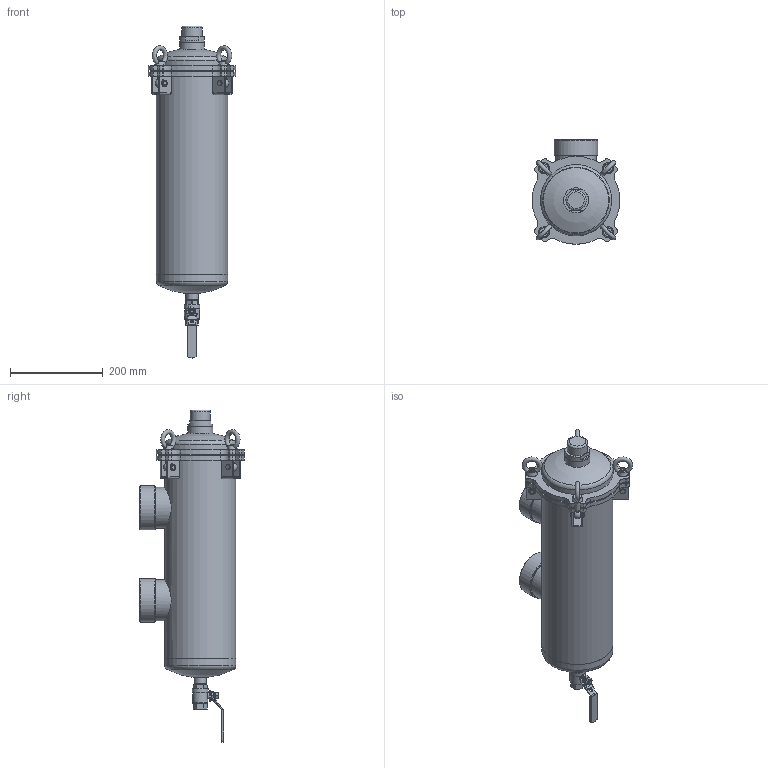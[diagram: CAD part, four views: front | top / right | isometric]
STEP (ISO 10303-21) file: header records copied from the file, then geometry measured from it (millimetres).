
FILE_DESCRIPTION(/* description */ ('Unknown'),/* implementation_level */ '2;1');
FILE_NAME(/* name */ 'RD3DN080 STP',/* time_stamp */ '2021-04-09T10:06:38+02:00',/* author */ ('Unknown'),/* organization */ ('Unknown'),/* preprocessor_version */ 'ST-DEVELOPER v16.7',/* originating_system */ 'Solid Edge',/* authorisation */ 'Unknown');
FILE_SCHEMA (('AUTOMOTIVE_DESIGN {1 0 10303 214 3 1 1}'));
Length unit declared in the file: millimetre
Products named in the file (22): RD3DN080 STP; 13-001-1; 13-004-1; MUFNA G 3_0 HALF; 1-001-1; O KROUZEK NBR 70 ShA 158,12x6,99; 1-002-1; 1-011-1; 1-016-1; O KROUZEK 38X4 NBR 70 Sha; 1-020-1; 1-018-1; 1-012-1; 1-027-1; 1-021-1; KROUZEK POJISTNY  A9 DIN471; ŠROUB S OKEM M10 DIN 444B A2; MATICE M10 S OKEM DIN 582 A2 ; MUFNA G 1_2 HALF; BALL VALVE 1_2  MF; BALL VALVE MF G1_2 MF PART1; BALL VALVE MF G1_2 MF PART2
Assembly tree (38 placements, depth 3):
  RD3DN080 STP
    13-001-1
    13-004-1  x2
    MUFNA G 3_0 HALF  x2
    1-001-1
    O KROUZEK NBR 70 ShA 158,12x6,99
    1-002-1
    1-011-1
    1-016-1
    O KROUZEK 38X4 NBR 70 Sha
    1-020-1
    1-018-1
    1-012-1
    1-027-1  x4
    1-021-1  x4
    KROUZEK POJISTNY  A9 DIN471  x4
    ŠROUB S OKEM M10 DIN 444B A2  x4
    MATICE M10 S OKEM DIN 582 A2   x4
    MUFNA G 1_2 HALF
    BALL VALVE 1_2  MF
      BALL VALVE MF G1_2 MF PART1
      BALL VALVE MF G1_2 MF PART2
Bounding box: 190 x 226 x 717.6 mm (x, y, z)
Volume: 1101537.2 mm3; surface area: 783368.9 mm2
Topology: 37 solids, 37 shells, 692 faces, 1709 edges, 1117 vertices
Faces by surface type: plane 296, cylinder 278, cone 72, torus 29, sphere 9, bspline 8
Full cylindrical faces by diameter (mm): 1.47 x8, 7 x1, 7.5 x1, 8 x1, 8.376 x4, 9 x4, 10 x16, 10.5 x4, 11 x9, 12 x5, 15 x3, 18.631 x2, 20.955 x1, 26 x1, 26.5 x1, 27 x1, 30 x1, 30.291 x1, 31 x1, 32.5 x1, 33.2 x1, 33.249 x1, 34 x1, 35 x1, 36.376 x1, 38 x3, 39.2 x1, 44 x1, 46 x1, 47 x1
Entity records: 18345 total; most frequent: CARTESIAN_POINT 5884, DIRECTION 2325, ORIENTED_EDGE 2004, EDGE_CURVE 1002, AXIS2_PLACEMENT_3D 934, VERTEX_POINT 716, EDGE_LOOP 662, FACE_BOUND 662
